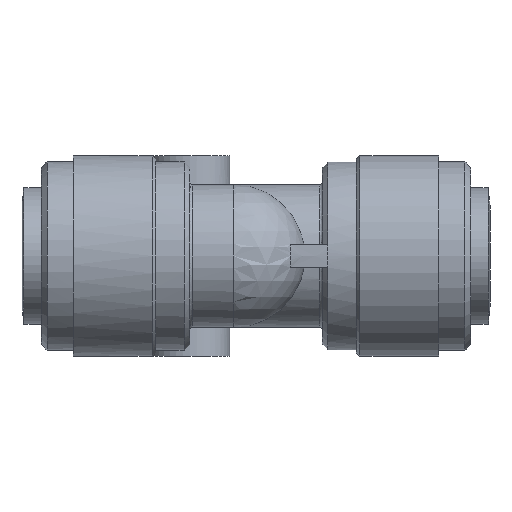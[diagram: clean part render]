
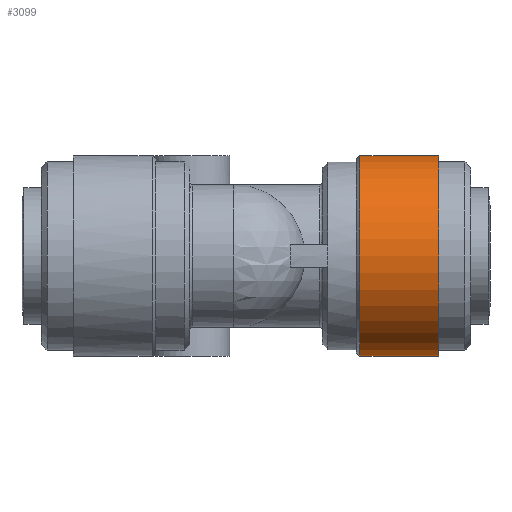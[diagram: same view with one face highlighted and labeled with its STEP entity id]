
A CAD part, left-side view. The second image highlights one B-rep face of the part: STEP entity #3099.
In plain terms, the highlighted cylindrical face has radius 8.8 mm (diameter 17.6 mm), a full revolution.
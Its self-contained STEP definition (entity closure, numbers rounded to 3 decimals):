
#3065=CARTESIAN_POINT('',(-8.8,4.5,0.0));
#3066=VERTEX_POINT('',#3065);
#3067=CARTESIAN_POINT('',(0.0,4.5,0.0));
#3068=DIRECTION('',(0.0,1.0,0.0));
#3069=DIRECTION('',(-1.0,0.0,0.0));
#3070=AXIS2_PLACEMENT_3D('',#3067,#3068,#3069);
#3071=CIRCLE('',#3070,8.8);
#3072=EDGE_CURVE('',#3066,#3066,#3071,.T.);
#3080=CARTESIAN_POINT('',(0.0,7.95,0.0));
#3081=DIRECTION('',(0.0,1.0,0.0));
#3082=DIRECTION('',(-1.0,0.0,0.0));
#3083=AXIS2_PLACEMENT_3D('',#3080,#3081,#3082);
#3084=CYLINDRICAL_SURFACE('',#3083,8.8);
#3085=CARTESIAN_POINT('',(-8.8,11.4,0.0));
#3086=VERTEX_POINT('',#3085);
#3087=CARTESIAN_POINT('',(0.0,11.4,0.0));
#3088=DIRECTION('',(0.0,1.0,0.0));
#3089=DIRECTION('',(-1.0,0.0,0.0));
#3090=AXIS2_PLACEMENT_3D('',#3087,#3088,#3089);
#3091=CIRCLE('',#3090,8.8);
#3092=EDGE_CURVE('',#3086,#3086,#3091,.T.);
#3093=ORIENTED_EDGE('',*,*,#3092,.F.);
#3094=EDGE_LOOP('',(#3093));
#3095=FACE_OUTER_BOUND('',#3094,.T.);
#3096=ORIENTED_EDGE('',*,*,#3072,.T.);
#3097=EDGE_LOOP('',(#3096));
#3098=FACE_BOUND('',#3097,.T.);
#3099=ADVANCED_FACE('',(#3095,#3098),#3084,.T.);
